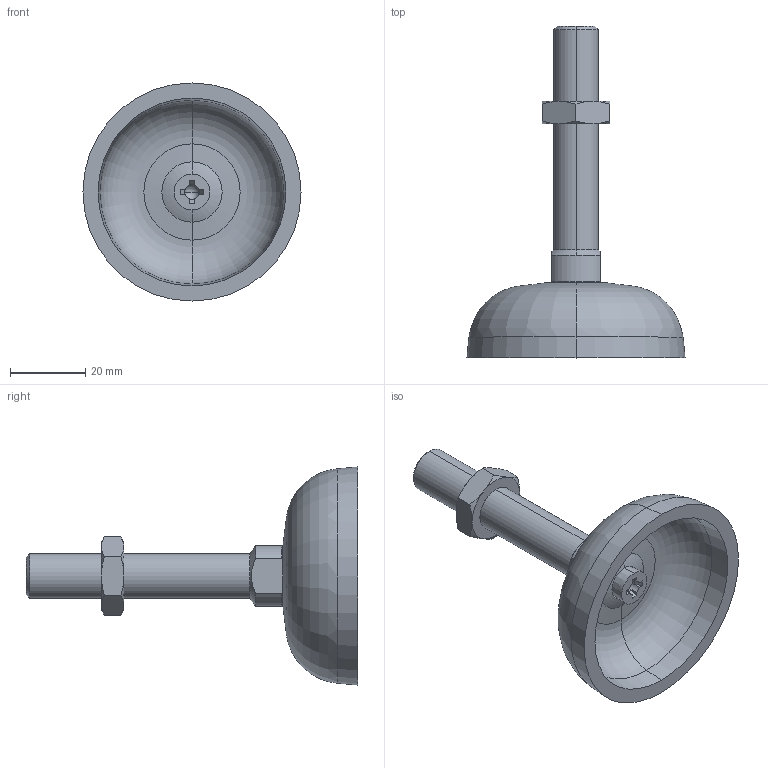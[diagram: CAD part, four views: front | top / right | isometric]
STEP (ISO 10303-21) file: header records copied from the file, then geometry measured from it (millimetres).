
FILE_DESCRIPTION (( 'STEP AP214' ), '1' );
FILE_NAME ('9ab060m12085m.STEP', '2013-06-11T14:46:32', ( 'User' ), ( '' ), 'SwSTEP 2.0', 'SolidWorks 2012', '' );
FILE_SCHEMA (( 'AUTOMOTIVE_DESIGN' ));
Length unit declared in the file: millimetre
Products named in the file (4): ISO4035-M12_6kt-mutter_Hexagon Thin Nut ISO - 4035 - M12 - C; 098a60m_Standard; 098 am 12 080 m_098 am 12 080 m vereinfacht; 9ab060m12085m
Assembly tree (3 placements, depth 2):
  9ab060m12085m
    098a60m_Standard
    098 am 12 080 m_098 am 12 080 m vereinfacht
    ISO4035-M12_6kt-mutter_Hexagon Thin Nut ISO - 4035 - M12 - C
Bounding box: 58 x 88.2 x 58 mm (x, y, z)
Volume: 26509.7 mm3; surface area: 13136.8 mm2
Topology: 3 solids, 3 shells, 82 faces, 187 edges, 109 vertices
Faces by surface type: cone 32, plane 25, torus 12, cylinder 11, sphere 2
Entity records: 2603 total; most frequent: CARTESIAN_POINT 584, DIRECTION 411, ORIENTED_EDGE 370, EDGE_CURVE 185, AXIS2_PLACEMENT_3D 172, VERTEX_POINT 109, EDGE_LOOP 86, CIRCLE 84
